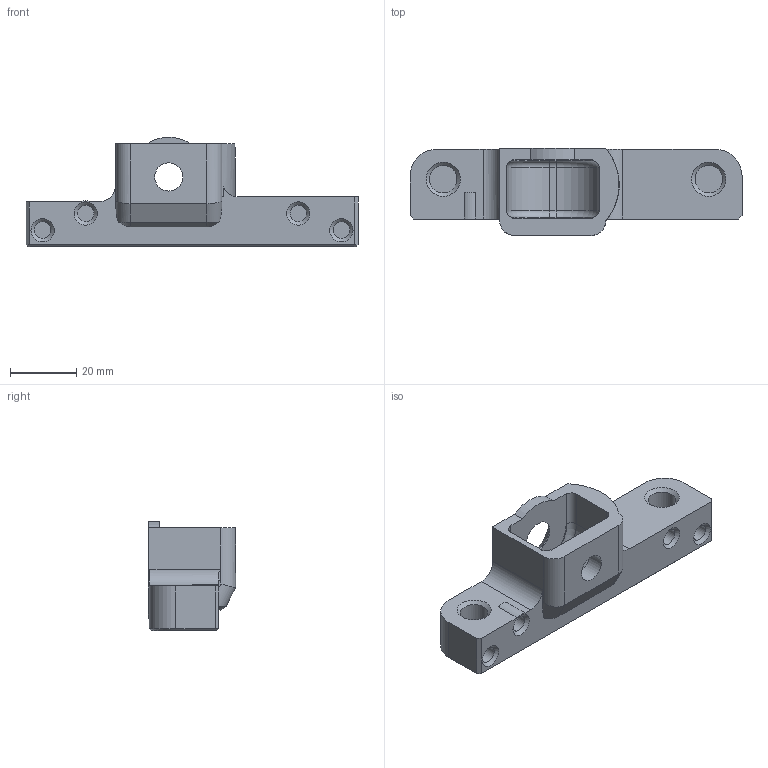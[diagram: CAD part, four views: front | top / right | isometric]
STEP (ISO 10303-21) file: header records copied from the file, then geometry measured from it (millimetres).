
FILE_DESCRIPTION(('FreeCAD Model'),'2;1');
FILE_NAME('y-idler-mini_black_v1.6.step','2017-11-29T09:39:21',( 'Author'),(''),'Open CASCADE STEP processor 6.9','FreeCAD','Unknown' );
FILE_SCHEMA(('AUTOMOTIVE_DESIGN { 1 0 10303 214 1 1 1 1 }'));
Length unit declared in the file: millimetre
Products named in the file (1): Chamfer006002
Bounding box: 100 x 26.25 x 32.96 mm (x, y, z)
Volume: 32919 mm3; surface area: 12148.7 mm2
Topology: 1 solids, 1 shells, 103 faces, 246 edges, 151 vertices
Faces by surface type: plane 48, cylinder 39, cone 9, torus 4, bspline 3
Full cylindrical faces by diameter (mm): 5 x4, 8.3 x2, 8.5 x1, 10 x1
Entity records: 8552 total; most frequent: CARTESIAN_POINT 3746, DIRECTION 853, ORIENTED_EDGE 492, PCURVE 492, DEFINITIONAL_REPRESENTATION 492, LINE 469, VECTOR 469, EDGE_CURVE 246
